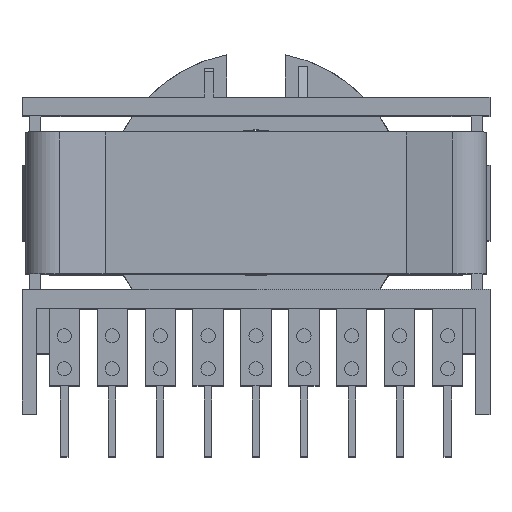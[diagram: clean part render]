
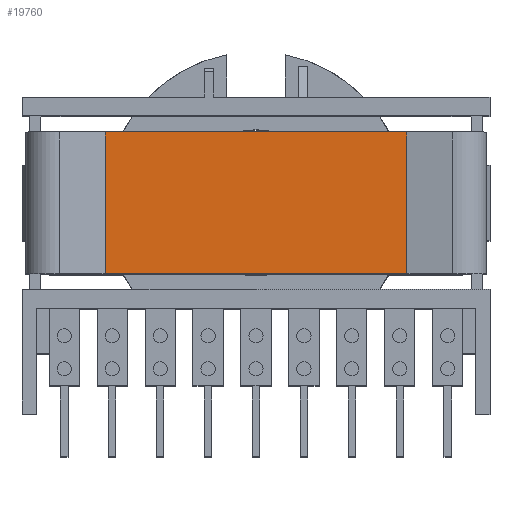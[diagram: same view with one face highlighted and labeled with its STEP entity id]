
A CAD part, top view. The second image highlights one B-rep face of the part: STEP entity #19760.
In plain terms, the highlighted face is planar.
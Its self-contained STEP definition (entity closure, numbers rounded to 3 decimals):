
#1511 = CARTESIAN_POINT ( 'NONE',  ( -9., 15., 16. ) ) ;
#2418 = ORIENTED_EDGE ( 'NONE', *, *, #19802, .F. ) ;
#2661 = VERTEX_POINT ( 'NONE', #15108 ) ;
#3247 = DIRECTION ( 'NONE',  ( 1., 0., 0. ) ) ;
#3549 = CARTESIAN_POINT ( 'NONE',  ( -9., 15., -16. ) ) ;
#3581 = LINE ( 'NONE', #4285, #24546 ) ;
#3622 = DIRECTION ( 'NONE',  ( 0., -1., 0. ) ) ;
#4285 = CARTESIAN_POINT ( 'NONE',  ( -9., 0., 16. ) ) ;
#5427 = EDGE_LOOP ( 'NONE', ( #2418, #9658, #21582, #9555 ) ) ;
#5426 = VECTOR ( 'NONE', #3622, 1000. ) ;
#6145 = EDGE_CURVE ( 'NONE', #11779, #11175, #15436, .T. ) ;
#7910 = VECTOR ( 'NONE', #17289, 1000. ) ;
#9555 = ORIENTED_EDGE ( 'NONE', *, *, #23974, .F. ) ;
#9658 = ORIENTED_EDGE ( 'NONE', *, *, #20664, .F. ) ;
#10680 = FACE_OUTER_BOUND ( 'NONE', #5427, .T. ) ;
#11175 = VERTEX_POINT ( 'NONE', #20380 ) ;
#11779 = VERTEX_POINT ( 'NONE', #22916 ) ;
#13435 = LINE ( 'NONE', #25287, #7910 ) ;
#15108 = CARTESIAN_POINT ( 'NONE',  ( -9., 0., 16. ) ) ;
#15436 = LINE ( 'NONE', #3549, #16113 ) ;
#15803 = CARTESIAN_POINT ( 'NONE',  ( -9., 15., 16. ) ) ;
#16113 = VECTOR ( 'NONE', #24509, 1000. ) ;
#17087 = AXIS2_PLACEMENT_3D ( 'NONE', #15803, #3247, #17903 ) ;
#17289 = DIRECTION ( 'NONE',  ( 0., 0., 1. ) ) ;
#17806 = PLANE ( 'NONE',  #17087 ) ;
#17903 = DIRECTION ( 'NONE',  ( 0., 0., -1. ) ) ;
#19352 = VERTEX_POINT ( 'NONE', #24439 ) ;
#19760 = ADVANCED_FACE ( 'NONE', ( #10680 ), #17806, .F. ) ;
#19802 = EDGE_CURVE ( 'NONE', #19352, #2661, #22115, .T. ) ;
#20380 = CARTESIAN_POINT ( 'NONE',  ( -9., 15., -16. ) ) ;
#20664 = EDGE_CURVE ( 'NONE', #11175, #19352, #13435, .T. ) ;
#21582 = ORIENTED_EDGE ( 'NONE', *, *, #6145, .F. ) ;
#22115 = LINE ( 'NONE', #1511, #5426 ) ;
#22916 = CARTESIAN_POINT ( 'NONE',  ( -9., 0., -16. ) ) ;
#23974 = EDGE_CURVE ( 'NONE', #2661, #11779, #3581, .T. ) ;
#24439 = CARTESIAN_POINT ( 'NONE',  ( -9., 15., 16. ) ) ;
#24509 = DIRECTION ( 'NONE',  ( 0., 1., 0. ) ) ;
#24546 = VECTOR ( 'NONE', #25258, 1000. ) ;
#25258 = DIRECTION ( 'NONE',  ( 0., 0., -1. ) ) ;
#25287 = CARTESIAN_POINT ( 'NONE',  ( -9., 15., 16. ) ) ;
